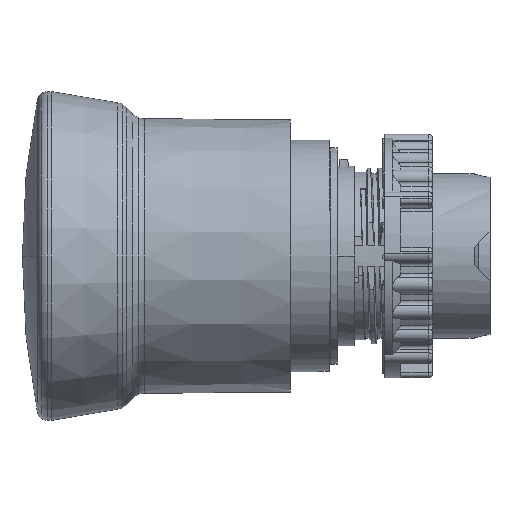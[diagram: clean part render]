
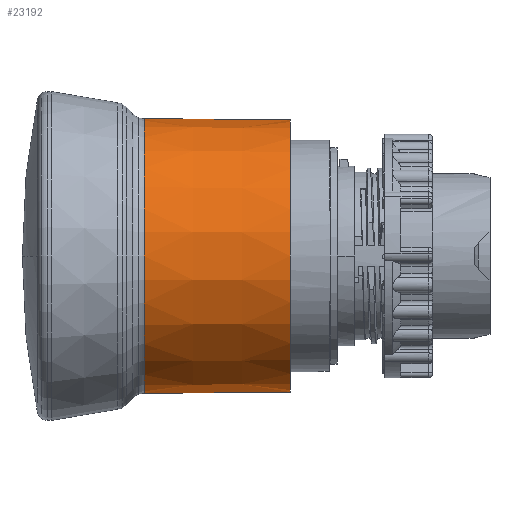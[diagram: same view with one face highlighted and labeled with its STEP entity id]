
A CAD part, left-side view. The second image highlights one B-rep face of the part: STEP entity #23192.
In plain terms, the highlighted conical face has half-angle 0.5 degrees and reference radius 17.13 mm.
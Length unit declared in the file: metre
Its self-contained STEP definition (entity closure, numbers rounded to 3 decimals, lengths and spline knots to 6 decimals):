
#22213=CARTESIAN_POINT('',(0.002679,0.009679,0.));
#22214=DIRECTION('',(0.,-1.,0.));
#22215=DIRECTION('',(0.,0.,1.));
#22216=AXIS2_PLACEMENT_3D('',#22213,#22214,#22215);
#22376=DIRECTION('',(0.,1.,-0.009));
#22377=VECTOR('',#22376,0.018333);
#22378=CARTESIAN_POINT('',(0.002679,0.009679,-0.01705));
#22379=LINE('',#22378,#22377);
#22380=DIRECTION('',(0.,1.,0.009));
#22381=VECTOR('',#22380,0.018333);
#22382=CARTESIAN_POINT('',(0.002679,0.009679,0.01705));
#22383=LINE('',#22382,#22381);
#22389=CARTESIAN_POINT('',(0.002679,0.028012,0.));
#22390=DIRECTION('',(0.,1.,0.));
#22391=DIRECTION('',(0.,0.,-1.));
#22392=AXIS2_PLACEMENT_3D('',#22389,#22390,#22391);
#22640=CARTESIAN_POINT('',(0.002679,0.028012,
0.01721));
#22642=VERTEX_POINT('',#22640);
#22646=CARTESIAN_POINT('',(0.002679,0.028012,
-0.01721));
#22647=VERTEX_POINT('',#22646);
#22652=CARTESIAN_POINT('',(0.002679,0.009679,0.01705));
#22653=VERTEX_POINT('',#22652);
#22654=CARTESIAN_POINT('',(0.002679,0.009679,-0.01705));
#22655=VERTEX_POINT('',#22654);
#23181=CARTESIAN_POINT('',(0.002679,0.018845,0.));
#23182=DIRECTION('',(0.,1.,0.));
#23183=DIRECTION('',(0.,0.,-1.));
#23184=AXIS2_PLACEMENT_3D('',#23181,#23182,#23183);
#23185=CONICAL_SURFACE('',#23184,0.01713,0.5);
#23186=ORIENTED_EDGE('',*,*,#23165,.T.);
#23187=ORIENTED_EDGE('',*,*,#23126,.F.);
#23188=ORIENTED_EDGE('',*,*,#22831,.T.);
#23189=ORIENTED_EDGE('',*,*,#23123,.T.);
#23190=EDGE_LOOP('',(#23186,#23187,#23188,#23189));
#23191=FACE_OUTER_BOUND('',#23190,.F.);
#22217=CIRCLE('',#22216,0.01705);
#22393=CIRCLE('',#22392,0.01721);
#22831=EDGE_CURVE('',#22653,#22655,#22217,.T.);
#23123=EDGE_CURVE('',#22655,#22647,#22379,.T.);
#23126=EDGE_CURVE('',#22653,#22642,#22383,.T.);
#23165=EDGE_CURVE('',#22647,#22642,#22393,.T.);
#23192=ADVANCED_FACE('',(#23191),#23185,.T.);
